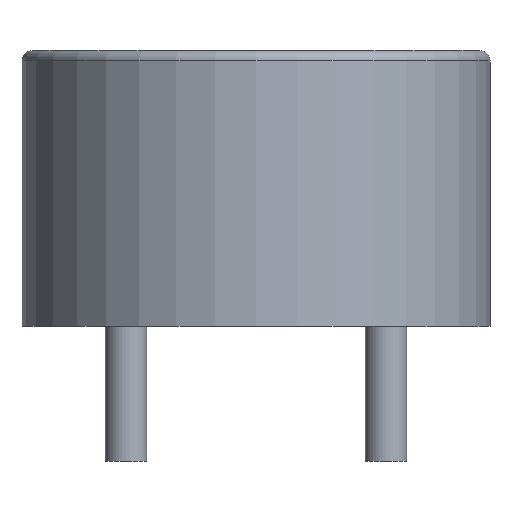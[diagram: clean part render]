
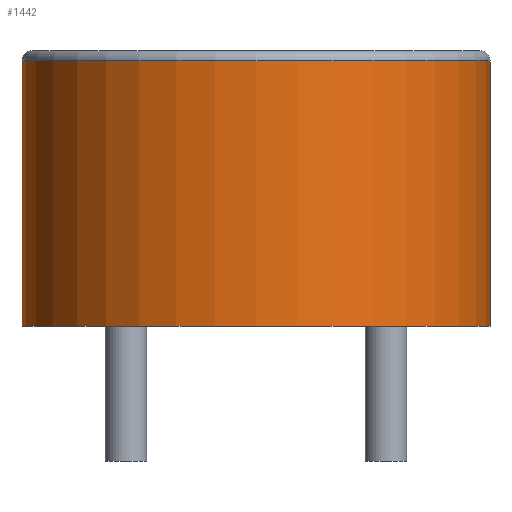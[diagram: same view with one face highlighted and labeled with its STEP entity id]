
A CAD part, front view. The second image highlights one B-rep face of the part: STEP entity #1442.
In plain terms, the highlighted cylindrical face has radius 4.5 mm (diameter 9 mm), a full revolution.
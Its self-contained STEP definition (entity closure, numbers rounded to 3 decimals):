
#14=CYLINDRICAL_SURFACE('',#1507,4.5);
#22=CIRCLE('',#1506,4.5);
#23=CIRCLE('',#1508,4.5);
#216=FACE_OUTER_BOUND('',#301,.T.);
#301=EDGE_LOOP('',(#1294,#1295,#1296,#1297));
#441=LINE('',#2715,#571);
#571=VECTOR('',#1736,4.5);
#703=VERTEX_POINT('',#2710);
#704=VERTEX_POINT('',#2714);
#904=EDGE_CURVE('',#703,#703,#22,.T.);
#905=EDGE_CURVE('',#703,#704,#441,.T.);
#906=EDGE_CURVE('',#704,#704,#23,.T.);
#1294=ORIENTED_EDGE('',*,*,#904,.F.);
#1295=ORIENTED_EDGE('',*,*,#905,.T.);
#1296=ORIENTED_EDGE('',*,*,#906,.T.);
#1297=ORIENTED_EDGE('',*,*,#905,.F.);
#1442=ADVANCED_FACE('',(#216),#14,.T.);
#1506=AXIS2_PLACEMENT_3D('',#2712,#1732,#1733);
#1507=AXIS2_PLACEMENT_3D('',#2713,#1734,#1735);
#1508=AXIS2_PLACEMENT_3D('',#2716,#1737,#1738);
#1732=DIRECTION('center_axis',(0.,0.,1.));
#1733=DIRECTION('ref_axis',(1.,0.,0.));
#1734=DIRECTION('center_axis',(0.,0.,1.));
#1735=DIRECTION('ref_axis',(1.,0.,0.));
#1736=DIRECTION('',(0.,0.,-1.));
#1737=DIRECTION('center_axis',(0.,0.,1.));
#1738=DIRECTION('ref_axis',(1.,0.,0.));
#2710=CARTESIAN_POINT('',(-4.5,0.,5.1));
#2712=CARTESIAN_POINT('Origin',(0.,0.,5.1));
#2713=CARTESIAN_POINT('Origin',(0.,0.,0.));
#2714=CARTESIAN_POINT('',(-4.5,0.,0.));
#2715=CARTESIAN_POINT('',(-4.5,0.,0.));
#2716=CARTESIAN_POINT('Origin',(0.,0.,0.));
